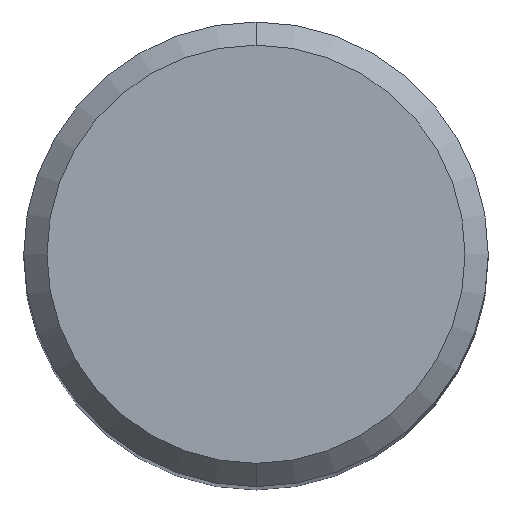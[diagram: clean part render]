
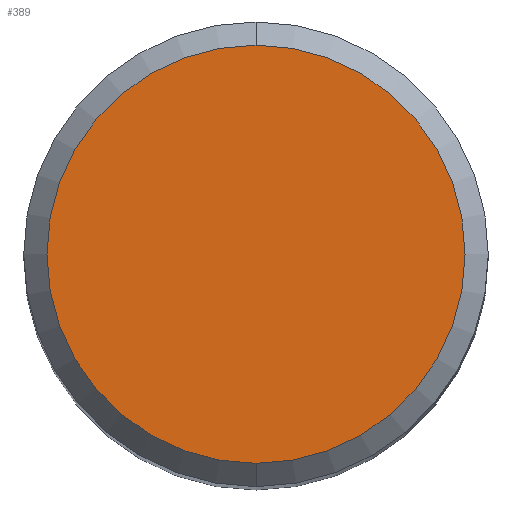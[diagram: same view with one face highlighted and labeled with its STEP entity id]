
A CAD part, top view. The second image highlights one B-rep face of the part: STEP entity #389.
In plain terms, the highlighted planar face has unit normal (0, 0, 1).
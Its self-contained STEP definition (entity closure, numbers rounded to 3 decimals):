
#389=ADVANCED_FACE('',(#1029),#1030,.T.);
#641=EDGE_CURVE('',#801,#703,#1304,.T.);
#703=VERTEX_POINT('',#1371);
#773=EDGE_CURVE('',#703,#801,#1450,.T.);
#801=VERTEX_POINT('',#1479);
#1029=FACE_OUTER_BOUND('',#3124,.T.);
#1030=PLANE('',#3125);
#1304=CIRCLE('',#5978,5.4);
#1371=CARTESIAN_POINT('',(0.,-5.4,0.0));
#1450=CIRCLE('',#7747,5.4);
#1479=CARTESIAN_POINT('',(0.0,5.4,0.0));
#3124=EDGE_LOOP('',(#9595,#9596));
#3125=AXIS2_PLACEMENT_3D('',#9597,#9598,#9599);
#5978=AXIS2_PLACEMENT_3D('',#9866,#9867,#9868);
#7747=AXIS2_PLACEMENT_3D('',#10040,#10041,#10042);
#9595=ORIENTED_EDGE('',*,*,#641,.F.);
#9596=ORIENTED_EDGE('',*,*,#773,.F.);
#9597=CARTESIAN_POINT('',(0.0,2.7,0.0));
#9598=DIRECTION('',(-0.0,0.0,1.0));
#9599=DIRECTION('',(0.0,-1.0,0.0));
#9866=CARTESIAN_POINT('',(0.0,0.0,0.0));
#9867=DIRECTION('',(0.0,0.0,-1.0));
#9868=DIRECTION('',(0.0,1.0,0.0));
#10040=CARTESIAN_POINT('',(0.0,0.0,0.0));
#10041=DIRECTION('',(0.0,0.0,-1.0));
#10042=DIRECTION('',(0.0,1.0,0.0));
